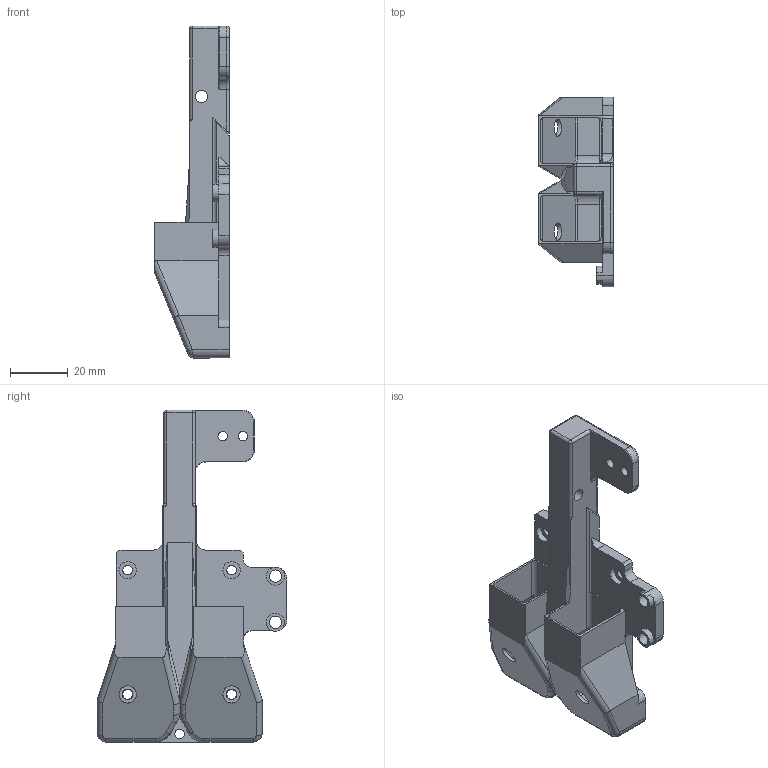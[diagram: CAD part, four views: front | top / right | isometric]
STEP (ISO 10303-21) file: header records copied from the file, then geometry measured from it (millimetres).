
FILE_DESCRIPTION(/* description */ (''),/* implementation_level */ '2;1');
FILE_NAME(/* name */ 'dual 5015 back.step',/* time_stamp */ '2022-09-07T12:22:36-05:00',/* author */ (''),/* organization */ (''),/* preprocessor_version */ 'ST-DEVELOPER v19',/* originating_system */ 'Autodesk Translation Framework v11.7.0.108',/* authorisation */ '');
FILE_SCHEMA (('AUTOMOTIVE_DESIGN { 1 0 10303 214 3 1 1 }'));
Length unit declared in the file: millimetre
Products named in the file (1): dual 5015 back
Bounding box: 25.8 x 65.8 x 115 mm (x, y, z)
Volume: 31224.4 mm3; surface area: 22116.2 mm2
Topology: 1 solids, 1 shells, 249 faces, 669 edges, 424 vertices
Faces by surface type: plane 125, cylinder 92, bspline 18, torus 6, cone 5, sphere 3
Full cylindrical faces by diameter (mm): 3.3 x7, 3.7 x2, 4.25 x3, 6 x4, 6.25 x1
Entity records: 8188 total; most frequent: CARTESIAN_POINT 1742, DIRECTION 1368, ORIENTED_EDGE 1338, EDGE_CURVE 669, AXIS2_PLACEMENT_3D 476, VERTEX_POINT 424, LINE 416, VECTOR 416
